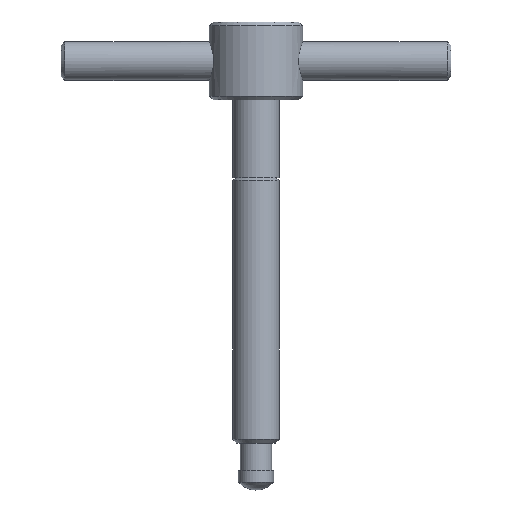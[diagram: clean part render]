
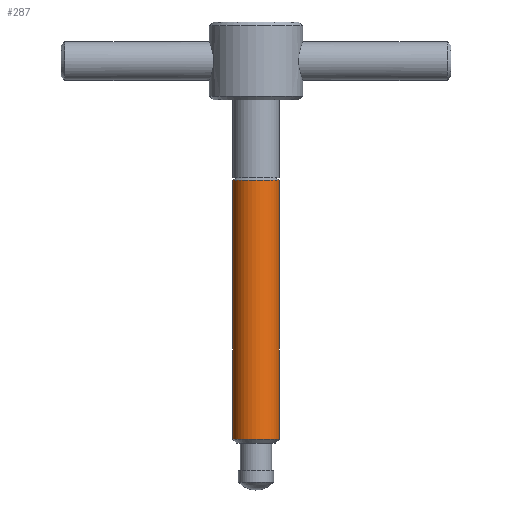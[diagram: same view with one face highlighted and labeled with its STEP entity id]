
A CAD part, front view. The second image highlights one B-rep face of the part: STEP entity #287.
In plain terms, the highlighted cylindrical face has radius 3 mm (diameter 6 mm), a partial arc.
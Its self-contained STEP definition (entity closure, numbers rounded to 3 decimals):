
#215=VERTEX_POINT('',#545);
#231=EDGE_CURVE('',#487,#349,#565,.T.);
#239=EDGE_CURVE('',#449,#215,#574,.T.);
#267=EDGE_CURVE('',#349,#449,#604,.T.);
#277=EDGE_CURVE('',#215,#335,#615,.T.);
#287=ADVANCED_FACE('',(#626),#627,.T.);
#335=VERTEX_POINT('',#681);
#349=VERTEX_POINT('',#696);
#449=VERTEX_POINT('',#812);
#483=EDGE_CURVE('',#335,#487,#850,.T.);
#487=VERTEX_POINT('',#854);
#545=CARTESIAN_POINT('',(-3.0,0.,39.687));
#565=LINE('',#964,#965);
#574=CIRCLE('',#976,3.);
#604=CIRCLE('',#1037,3.);
#615=LINE('',#1052,#1053);
#626=FACE_OUTER_BOUND('',#1065,.T.);
#627=CYLINDRICAL_SURFACE('',#1066,3.);
#681=CARTESIAN_POINT('',(-3.0,0.,6.5));
#696=CARTESIAN_POINT('',(3.,0.,39.687));
#812=CARTESIAN_POINT('',(0.,-3.,39.687));
#850=CIRCLE('',#1443,3.);
#854=CARTESIAN_POINT('',(3.,0.,6.5));
#964=CARTESIAN_POINT('',(3.,0.,28.25));
#965=VECTOR('',#1512,1.0);
#976=AXIS2_PLACEMENT_3D('',#1525,#1526,#1527);
#1037=AXIS2_PLACEMENT_3D('',#1563,#1564,#1565);
#1052=CARTESIAN_POINT('',(-3.0,0.,28.25));
#1053=VECTOR('',#1583,1.0);
#1065=EDGE_LOOP('',(#1595,#1596,#1597,#1598,#1599));
#1066=AXIS2_PLACEMENT_3D('',#1600,#1601,#1602);
#1443=AXIS2_PLACEMENT_3D('',#1880,#1881,#1882);
#1512=DIRECTION('',(0.,0.,1.0));
#1525=CARTESIAN_POINT('',(0.,0.,39.687));
#1526=DIRECTION('',(0.,0.,-1.0));
#1527=DIRECTION('',(1.0,0.,0.));
#1563=CARTESIAN_POINT('',(0.,0.,39.687));
#1564=DIRECTION('',(0.,0.,-1.0));
#1565=DIRECTION('',(1.0,0.,0.));
#1583=DIRECTION('',(0.,0.,-1.0));
#1595=ORIENTED_EDGE('',*,*,#231,.T.);
#1596=ORIENTED_EDGE('',*,*,#267,.T.);
#1597=ORIENTED_EDGE('',*,*,#239,.T.);
#1598=ORIENTED_EDGE('',*,*,#277,.T.);
#1599=ORIENTED_EDGE('',*,*,#483,.T.);
#1600=CARTESIAN_POINT('',(0.,0.,28.25));
#1601=DIRECTION('',(0.,0.,-1.0));
#1602=DIRECTION('',(1.0,0.,0.));
#1880=CARTESIAN_POINT('',(0.,0.,6.5));
#1881=DIRECTION('',(0.,0.,1.0));
#1882=DIRECTION('',(1.0,0.,0.));
